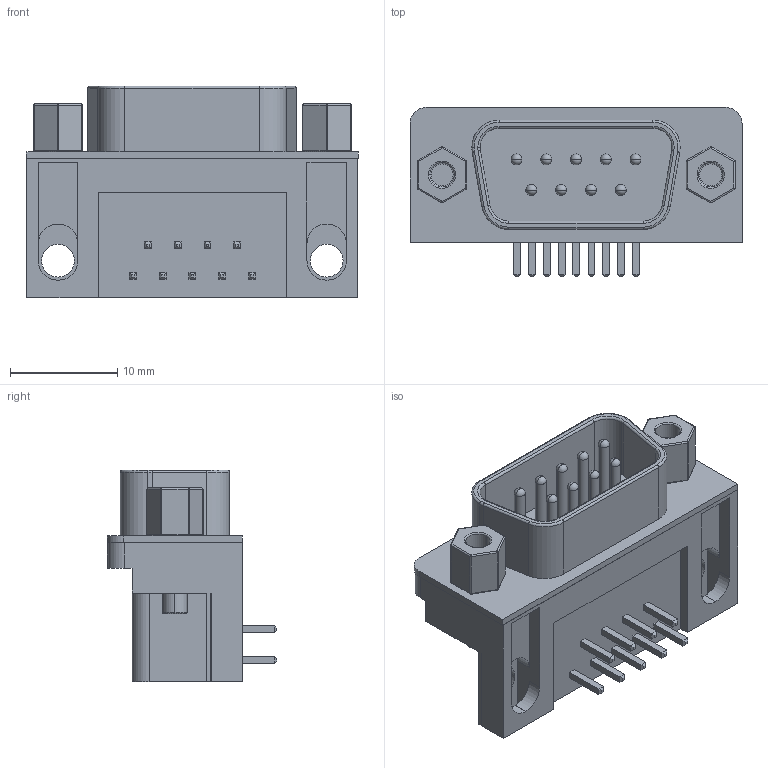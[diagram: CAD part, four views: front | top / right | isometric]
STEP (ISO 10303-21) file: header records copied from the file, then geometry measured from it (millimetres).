
FILE_DESCRIPTION (( 'STEP AP214' ), '1' );
FILE_NAME ('E735B071-2966-4213-B64C-97F7FC42DBB6.STEP', '2008-07-01T11:10:05', ( 'sysAdmin' ), ( 'SolidWorks' ), 'SwSTEP 2.0', 'SolidWorks 2008', '' );
FILE_SCHEMA (( 'AUTOMOTIVE_DESIGN' ));
Length unit declared in the file: inch
Products named in the file (4): SW3dPS-9-PIN_DSUB_DB9 Male Back; SW3dPS-9-PIN_DSUB_CONN_SCREW; SW3dPS-9-PIN_DSUB_DB9 Male Face; E735B071-2966-4213-B64C-97F7FC42DBB6
Assembly tree (4 placements, depth 2):
  E735B071-2966-4213-B64C-97F7FC42DBB6
    SW3dPS-9-PIN_DSUB_DB9 Male Face
    SW3dPS-9-PIN_DSUB_DB9 Male Back
    SW3dPS-9-PIN_DSUB_CONN_SCREW  x2
Bounding box: 30.89 x 15.72 x 19.68 mm (x, y, z)
Volume: 3830.1 mm3; surface area: 4212.7 mm2
Topology: 4 solids, 4 shells, 337 faces, 817 edges, 486 vertices
Faces by surface type: plane 159, cylinder 110, sphere 42, torus 26
Entity records: 10601 total; most frequent: DIRECTION 1472, CARTESIAN_POINT 1365, ORIENTED_EDGE 1330, EDGE_CURVE 665, AXIS2_PLACEMENT_3D 515, VECTOR 442, LINE 442, VERTEX_POINT 408
